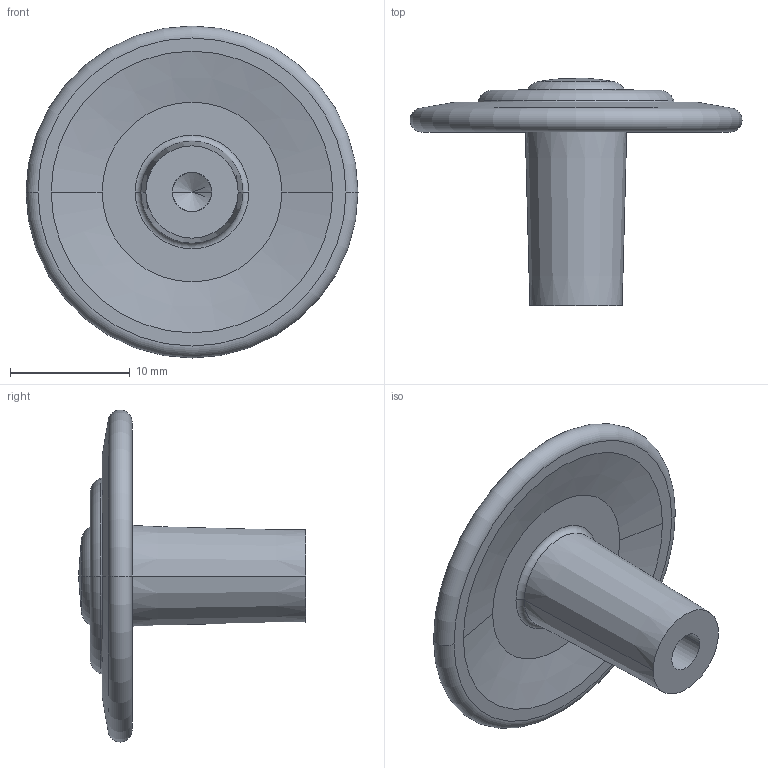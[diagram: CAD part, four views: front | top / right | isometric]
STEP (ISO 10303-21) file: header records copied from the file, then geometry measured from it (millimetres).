
FILE_DESCRIPTION(('Creo Elements/Direct Modeling STEP Export'),'2;1');
FILE_NAME('920-28.stp','2022-05-31T11:33:36',(''),(''),'Creo Elements/Direct Modeling STEP processor for AP214 (Solid Model)','Creo Elements/Direct Modeling 20.0 12-Nov-2016 (C) Parametric Technology GmbH','');
FILE_SCHEMA(('AUTOMOTIVE_DESIGN { 1 0 10303 214 1 1 1 1 }'));
Length unit declared in the file: millimetre
Products named in the file (1): 920-28
Bounding box: 27.7 x 19 x 27.7 mm (x, y, z)
Volume: 2004.8 mm3; surface area: 1853.3 mm2
Topology: 1 solids, 1 shells, 34 faces, 70 edges, 38 vertices
Faces by surface type: torus 14, cone 10, plane 4, cylinder 4, sphere 2
Entity records: 821 total; most frequent: DIRECTION 150, ORIENTED_EDGE 132, CARTESIAN_POINT 120, AXIS2_PLACEMENT_3D 68, EDGE_CURVE 66, VERTEX_POINT 38, EDGE_LOOP 38, FACE_OUTER_BOUND 34
